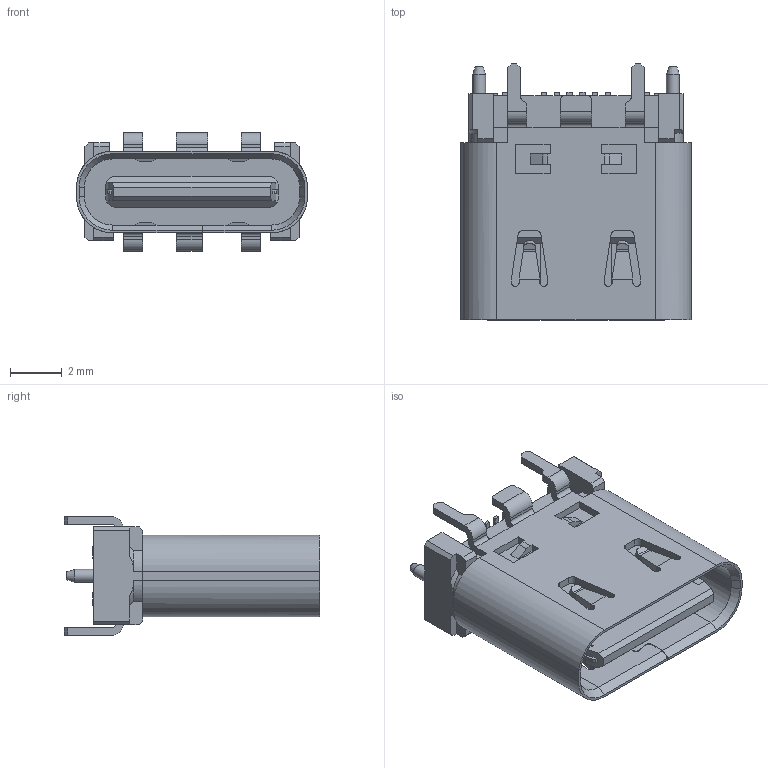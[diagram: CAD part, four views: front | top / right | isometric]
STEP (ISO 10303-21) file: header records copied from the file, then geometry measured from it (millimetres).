
FILE_DESCRIPTION(/* description */ (''),/* implementation_level */ '2;1');
FILE_NAME(/* name */ '2193200001wbm000_01_214.stp',/* time_stamp */ '2023-03-27T17:14:28+08:00',/* author */ (''),/* organization */ (''),/* preprocessor_version */ 'ST-DEVELOPER v16.7',/* originating_system */ 'SIEMENS PLM Software NX 1919',/* authorisation */ '');
FILE_SCHEMA (('AUTOMOTIVE_DESIGN { 1 0 10303 214 3 1 1 1 }'));
Length unit declared in the file: millimetre
Products named in the file (1): 2193200001wbm000_01
Bounding box: 8.94 x 9.9 x 4.6 mm (x, y, z)
Volume: 152.9 mm3; surface area: 460 mm2
Topology: 1 solids, 3 shells, 593 faces, 1708 edges, 1128 vertices
Faces by surface type: plane 445, cylinder 128, cone 12, extrusion 8
Full cylindrical faces by diameter (mm): 0.5 x2
Entity records: 19657 total; most frequent: CARTESIAN_POINT 4123, ORIENTED_EDGE 3400, DIRECTION 3008, EDGE_CURVE 1700, VECTOR 1296, LINE 1288, VERTEX_POINT 1124, AXIS2_PLACEMENT_3D 856
